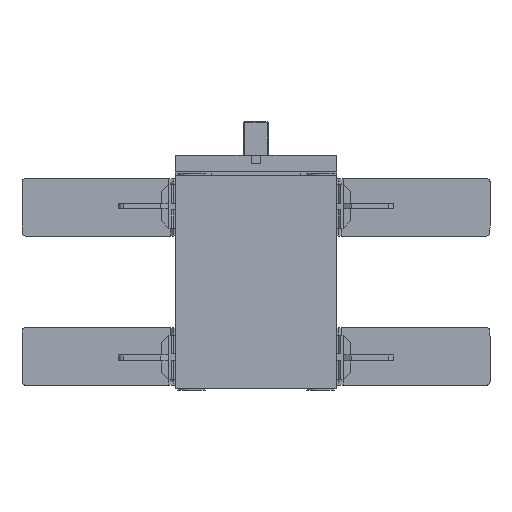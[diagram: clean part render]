
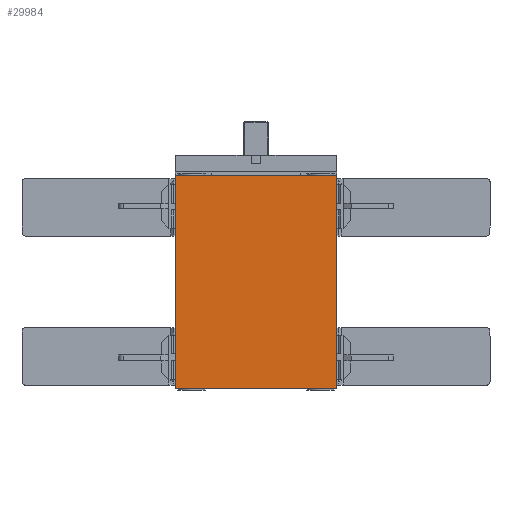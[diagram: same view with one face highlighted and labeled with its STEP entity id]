
A CAD part, left-side view. The second image highlights one B-rep face of the part: STEP entity #29984.
In plain terms, the highlighted planar face has unit normal (-1, 0, 0).
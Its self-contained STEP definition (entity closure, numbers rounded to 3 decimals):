
#355=DIRECTION('',(0.,0.,-1.));
#356=VECTOR('',#355,132.2);
#357=CARTESIAN_POINT('',(-50.,100.,23.6));
#358=LINE('',#357,#356);
#1921=DIRECTION('',(0.,1.,0.));
#1922=VECTOR('',#1921,100.);
#1923=CARTESIAN_POINT('',(-50.,0.,23.6));
#1924=LINE('',#1923,#1922);
#4521=DIRECTION('',(0.,-1.,0.));
#4522=VECTOR('',#4521,100.);
#4523=CARTESIAN_POINT('',(-50.,100.,-108.6));
#4524=LINE('',#4523,#4522);
#5063=DIRECTION('',(0.,0.,-1.));
#5064=VECTOR('',#5063,132.2);
#5065=CARTESIAN_POINT('',(-50.,0.,23.6));
#5066=LINE('',#5065,#5064);
#18545=CARTESIAN_POINT('',(-50.,0.,-108.6));
#18547=VERTEX_POINT('',#18545);
#18549=CARTESIAN_POINT('',(-50.,0.,23.6));
#18550=VERTEX_POINT('',#18549);
#18811=CARTESIAN_POINT('',(-50.,100.,23.6));
#18812=VERTEX_POINT('',#18811);
#18871=CARTESIAN_POINT('',(-50.,100.,-108.6));
#18872=VERTEX_POINT('',#18871);
#29973=CARTESIAN_POINT('',(-50.,90.,3.3));
#29974=DIRECTION('',(1.,0.,0.));
#29975=DIRECTION('',(0.,0.,1.));
#29976=AXIS2_PLACEMENT_3D('',#29973,#29974,#29975);
#29977=PLANE('',#29976);
#29978=ORIENTED_EDGE('',*,*,#23219,.F.);
#29979=ORIENTED_EDGE('',*,*,#25703,.F.);
#29980=ORIENTED_EDGE('',*,*,#25853,.T.);
#29981=ORIENTED_EDGE('',*,*,#29316,.F.);
#29982=EDGE_LOOP('',(#29978,#29979,#29980,#29981));
#29983=FACE_OUTER_BOUND('',#29982,.F.);
#23219=EDGE_CURVE('',#18812,#18872,#358,.T.);
#25703=EDGE_CURVE('',#18550,#18812,#1924,.T.);
#25853=EDGE_CURVE('',#18550,#18547,#5066,.T.);
#29316=EDGE_CURVE('',#18872,#18547,#4524,.T.);
#29984=ADVANCED_FACE('',(#29983),#29977,.F.);
